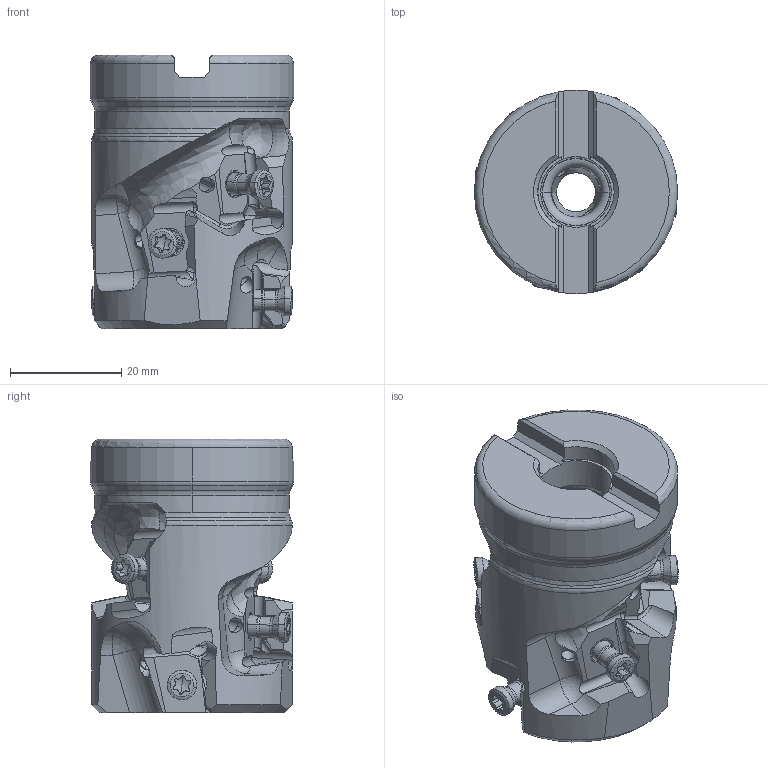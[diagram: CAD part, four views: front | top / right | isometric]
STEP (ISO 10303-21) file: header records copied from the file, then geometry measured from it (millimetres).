
FILE_DESCRIPTION(/* description */ (''),/* implementation_level */ '2;1');
FILE_NAME(/* name */ 'VPX300UR1_5002AA1206.stp',/* time_stamp */ '2021-06-22T11:13:33+09:00',/* author */ (''),/* organization */ (''),/* preprocessor_version */ 'ST-DEVELOPER v16',/* originating_system */ 'SIEMENS PLM Software NX 10.0',/* authorisation */ '');
FILE_SCHEMA (('AUTOMOTIVE_DESIGN { 1 0 10303 214 3 1 1 1 }'));
Length unit declared in the file: millimetre
Products named in the file (1): VPX300UR1_5002AA1206_ASM
Bounding box: 36.51 x 36.51 x 49.2 mm (x, y, z)
Volume: 33359.4 mm3; surface area: 12165.9 mm2
Topology: 7 solids, 7 shells, 706 faces, 1988 edges, 1283 vertices
Faces by surface type: cylinder 308, plane 186, cone 92, sphere 48, torus 48, bspline 16, extrusion 8
Entity records: 29904 total; most frequent: CARTESIAN_POINT 12044, ORIENTED_EDGE 3896, DIRECTION 3542, EDGE_CURVE 1948, AXIS2_PLACEMENT_3D 1441, VERTEX_POINT 1274, EDGE_LOOP 742, ADVANCED_FACE 706
